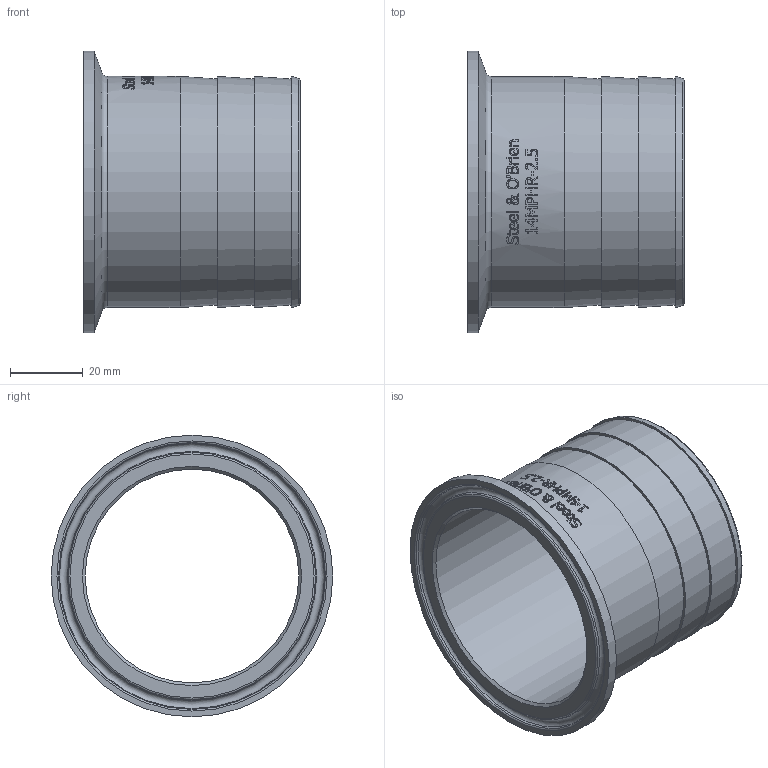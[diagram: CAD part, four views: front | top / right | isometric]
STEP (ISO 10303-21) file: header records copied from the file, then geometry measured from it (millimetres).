
FILE_DESCRIPTION(/* description */ (''),/* implementation_level */ '2;1');
FILE_NAME(/* name */ '14MPHR-2.5.stp',/* time_stamp */ '2021-11-16T11:32:03-05:00',/* author */ ('rick'),/* organization */ (''),/* preprocessor_version */ 'ST-DEVELOPER v18.1',/* originating_system */ 'Autodesk Inventor 2020',/* authorisation */ '');
FILE_SCHEMA (('AUTOMOTIVE_DESIGN { 1 0 10303 214 3 1 1 }'));
Length unit declared in the file: inch
Products named in the file (1): 14MPHR-2.5
Bounding box: 59.51 x 77.39 x 77.39 mm (x, y, z)
Volume: 30497.5 mm3; surface area: 26948.6 mm2
Topology: 1 solids, 1 shells, 386 faces, 1055 edges, 710 vertices
Faces by surface type: plane 175, bspline 159, cylinder 38, cone 8, torus 6
Full cylindrical faces by diameter (mm): 58.725 x1, 63.5 x1, 77.394 x1
Entity records: 15700 total; most frequent: CARTESIAN_POINT 6654, ORIENTED_EDGE 2110, DIRECTION 1445, EDGE_CURVE 1055, VERTEX_POINT 710, LINE 485, VECTOR 485, AXIS2_PLACEMENT_3D 480
